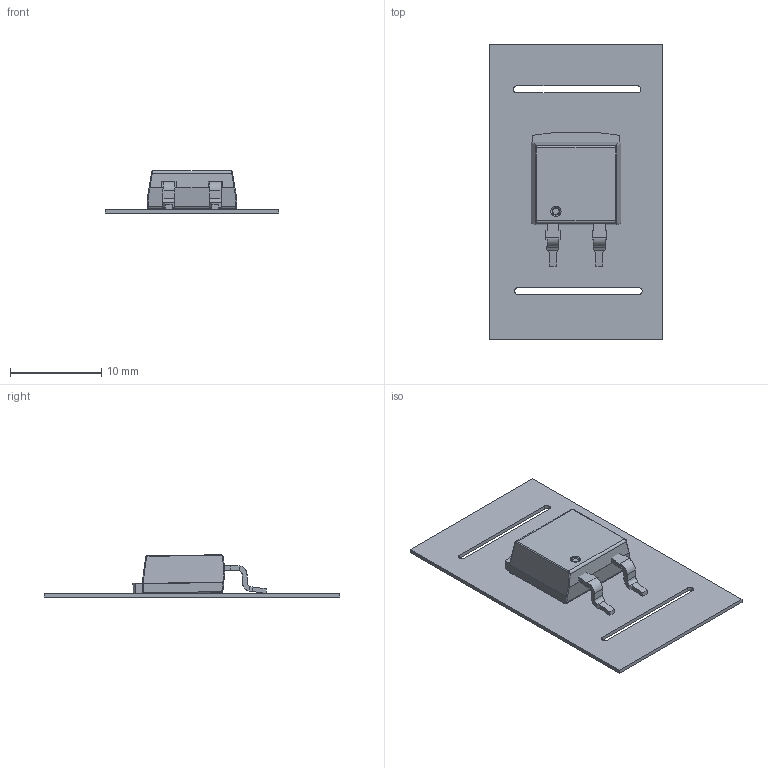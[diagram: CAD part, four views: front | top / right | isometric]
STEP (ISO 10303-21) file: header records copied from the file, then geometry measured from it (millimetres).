
FILE_DESCRIPTION(('Open CASCADE Model'),'2;1');
FILE_NAME('Open CASCADE Shape Model','2016-09-06T19:37:59',('Author'),( 'Open CASCADE'),'Open CASCADE STEP processor 6.8','Open CASCADE 6.8' ,'Unknown');
FILE_SCHEMA(('AUTOMOTIVE_DESIGN { 1 0 10303 214 1 1 1 1 }'));
Length unit declared in the file: millimetre
Products named in the file (4): PCB; Board; D1; TO263-2-1
Assembly tree (3 placements, depth 3):
  PCB
    Board
    D1
      TO263-2-1
Bounding box: 19.05 x 32.38 x 4.63 mm (x, y, z)
Volume: 609.1 mm3; surface area: 1799.4 mm2
Topology: 5 solids, 5 shells, 211 faces, 535 edges, 342 vertices
Faces by surface type: bspline 135, plane 72, cylinder 4
Entity records: 25445 total; most frequent: CARTESIAN_POINT 17688, B_SPLINE_CURVE_WITH_KNOTS 1320, ORIENTED_EDGE 1070, PCURVE 1070, DEFINITIONAL_REPRESENTATION 1070, EDGE_CURVE 535, SURFACE_CURVE 535, DIRECTION 379
